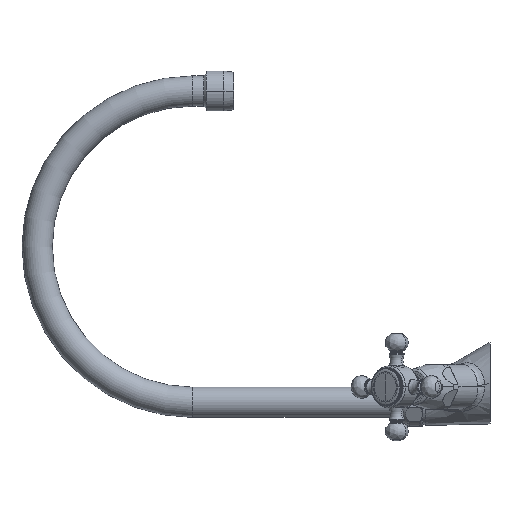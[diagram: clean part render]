
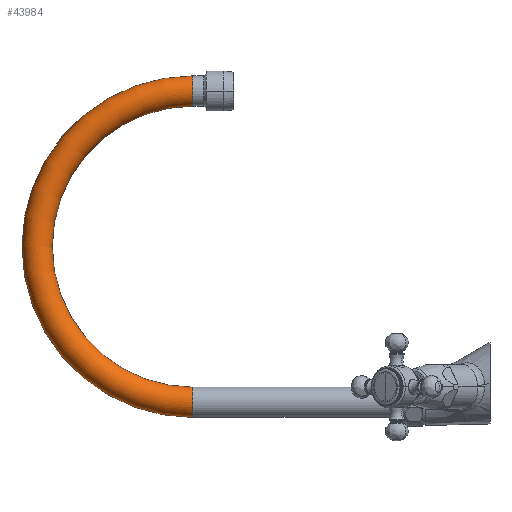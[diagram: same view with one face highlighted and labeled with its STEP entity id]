
A CAD part, left-side view. The second image highlights one B-rep face of the part: STEP entity #43984.
In plain terms, the highlighted toroidal (fillet/blend) face has major radius 92.5 mm and minor radius 9 mm.
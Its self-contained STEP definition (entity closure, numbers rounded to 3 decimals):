
#13842=CARTESIAN_POINT('',(0.,176.6,-11.4));
#13843=DIRECTION('',(0.,1.,0.));
#13844=DIRECTION('',(0.,0.,-1.));
#13845=AXIS2_PLACEMENT_3D('',#13842,#13843,#13844);
#13847=CARTESIAN_POINT('',(0.,176.6,81.1));
#13848=DIRECTION('',(1.,0.,0.));
#13849=DIRECTION('',(0.,0.,-1.));
#13850=AXIS2_PLACEMENT_3D('',#13847,#13848,#13849);
#13857=CARTESIAN_POINT('',(0.,176.6,81.1));
#13858=DIRECTION('',(1.,0.,0.));
#13859=DIRECTION('',(0.,0.,-1.));
#13860=AXIS2_PLACEMENT_3D('',#13857,#13858,#13859);
#13891=CARTESIAN_POINT('',(0.,176.6,173.6));
#13892=DIRECTION('',(0.,-1.,0.));
#13893=DIRECTION('',(0.,0.,1.));
#13894=AXIS2_PLACEMENT_3D('',#13891,#13892,#13893);
#20341=CARTESIAN_POINT('',(0.,176.6,-2.4));
#20342=CARTESIAN_POINT('',(0.,176.6,-20.4));
#20343=VERTEX_POINT('',#20341);
#20344=VERTEX_POINT('',#20342);
#20345=CARTESIAN_POINT('',(0.,176.6,164.6));
#20346=CARTESIAN_POINT('',(0.,176.6,182.6));
#20347=VERTEX_POINT('',#20345);
#20348=VERTEX_POINT('',#20346);
#43970=CARTESIAN_POINT('',(0.,176.6,81.1));
#43971=DIRECTION('',(1.,0.,0.));
#43972=DIRECTION('',(0.,0.,1.));
#43973=AXIS2_PLACEMENT_3D('',#43970,#43971,#43972);
#43974=TOROIDAL_SURFACE('',#43973,92.5,9.);
#43975=ORIENTED_EDGE('',*,*,#43957,.F.);
#43977=ORIENTED_EDGE('',*,*,#43976,.T.);
#43979=ORIENTED_EDGE('',*,*,#43978,.T.);
#43981=ORIENTED_EDGE('',*,*,#43980,.F.);
#43982=EDGE_LOOP('',(#43975,#43977,#43979,#43981));
#43983=FACE_OUTER_BOUND('',#43982,.F.);
#43984=ADVANCED_FACE('',(#43983),#43974,.T.);
#13846=CIRCLE('',#13845,9.);
#13851=CIRCLE('',#13850,101.5);
#13861=CIRCLE('',#13860,83.5);
#13895=CIRCLE('',#13894,9.);
#43957=EDGE_CURVE('',#20344,#20343,#13846,.T.);
#43976=EDGE_CURVE('',#20344,#20348,#13851,.T.);
#43978=EDGE_CURVE('',#20348,#20347,#13895,.T.);
#43980=EDGE_CURVE('',#20343,#20347,#13861,.T.);
